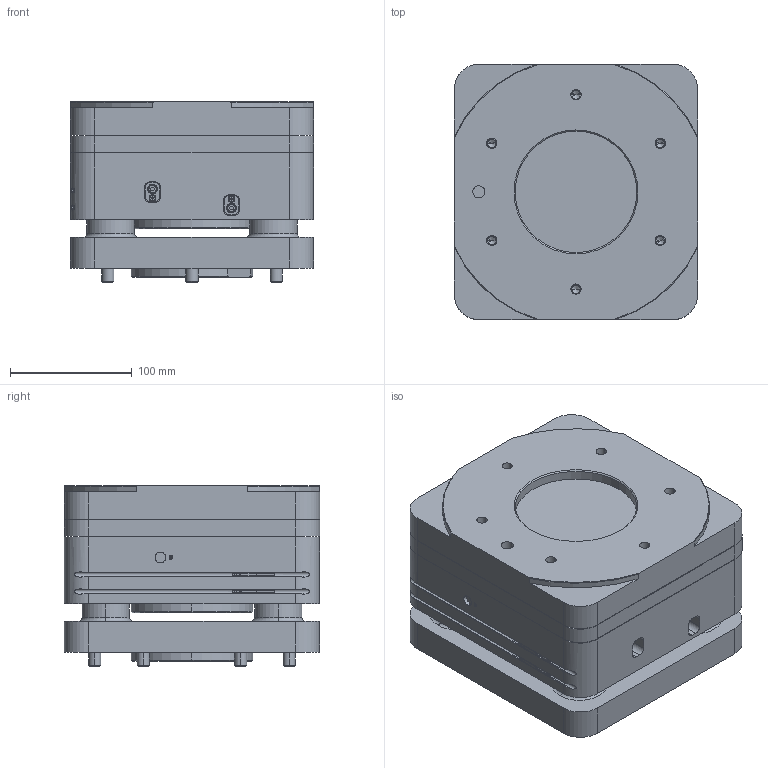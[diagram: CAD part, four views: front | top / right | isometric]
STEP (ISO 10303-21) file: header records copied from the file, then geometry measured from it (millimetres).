
FILE_DESCRIPTION (( 'STEP AP203' ), '1' );
FILE_NAME ('F20-160-XYZ.STEP', '2026-02-06T07:46:45', ( 'USER-' ), ( 'Microsoft' ), 'SwSTEP 2.0', 'SolidWorks 2018', '' );
FILE_SCHEMA (( 'CONFIG_CONTROL_DESIGN' ));
Length unit declared in the file: millimetre
Products named in the file (11): F20-160-XYZ; F20-160-11 狟脯輸; M8x1-48棠俶換覜ん; 棠羲換覜ん; F20-160-01 翋釱极; 32x12-R6（红）; socket head thin cap screw_din(DIN 7984 - M10 x 25 --- 20.5N); F20-160-02 笢痄雄啣; hexagon socket head cap screws gb(GB_FASTENER_SCREWS_HSHCS M3X8-N); F14-125-15 棠羲薊え; F20-160-03 奻脯輸
Assembly tree (21 placements, depth 2):
  F20-160-XYZ
    F20-160-01 翋釱极
    F20-160-02 笢痄雄啣
    F20-160-03 奻脯輸
    F20-160-11 狟脯輸
    F14-125-15 棠羲薊え  x4
    M8x1-48棠俶換覜ん  x2
    hexagon socket head cap screws gb(GB_FASTENER_SCREWS_HSHCS M3X8-N)  x2
    socket head thin cap screw_din(DIN 7984 - M10 x 25 --- 20.5N)  x6
    棠羲換覜ん  x2
    32x12-R6（红）
Bounding box: 200 x 210.05 x 148.5 mm (x, y, z)
Volume: 5009332.9 mm3; surface area: 493776.2 mm2
Topology: 21 solids, 21 shells, 1171 faces, 2965 edges, 1903 vertices
Faces by surface type: plane 549, cylinder 304, bspline 178, cone 104, torus 36
Entity records: 37101 total; most frequent: CARTESIAN_POINT 13404, ORIENTED_EDGE 4836, DIRECTION 4184, EDGE_CURVE 2418, VERTEX_POINT 1579, VECTOR 1434, LINE 1434, AXIS2_PLACEMENT_3D 1375
